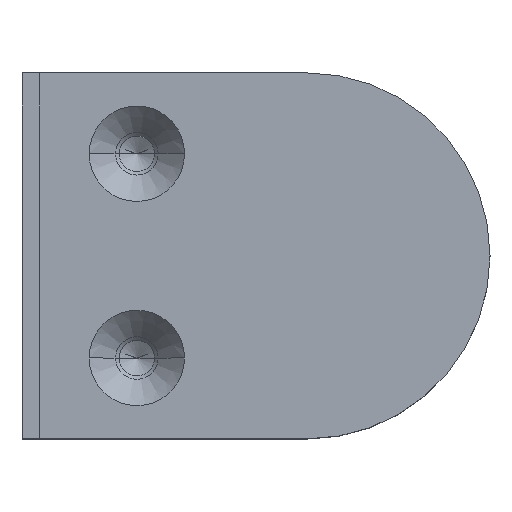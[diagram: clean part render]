
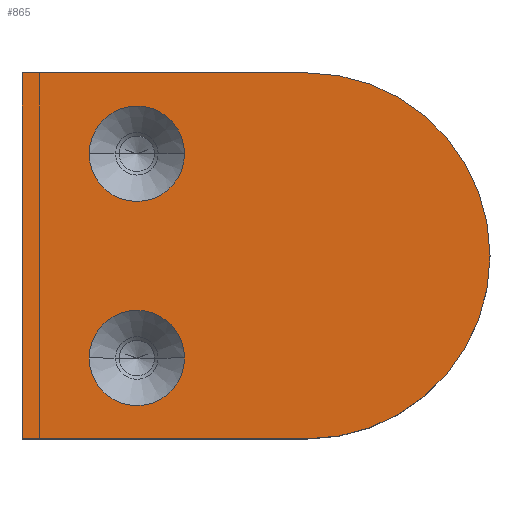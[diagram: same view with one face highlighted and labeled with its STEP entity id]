
A CAD part, top view. The second image highlights one B-rep face of the part: STEP entity #865.
In plain terms, the highlighted planar face has unit normal (0, 0, 1).
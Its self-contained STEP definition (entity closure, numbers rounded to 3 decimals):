
#46=DIRECTION('',(0.,1.,0.));
#47=VECTOR('',#46,43.);
#48=CARTESIAN_POINT('',(-33.5,-21.5,0.));
#49=LINE('',#48,#47);
#50=DIRECTION('',(-1.,0.,0.));
#51=VECTOR('',#50,33.5);
#52=CARTESIAN_POINT('',(0.,21.5,0.));
#53=LINE('',#52,#51);
#54=CARTESIAN_POINT('',(0.,0.,0.));
#55=DIRECTION('',(0.,0.,1.));
#56=DIRECTION('',(0.,-1.,0.));
#57=AXIS2_PLACEMENT_3D('',#54,#55,#56);
#59=DIRECTION('',(1.,0.,0.));
#60=VECTOR('',#59,33.5);
#61=CARTESIAN_POINT('',(-33.5,-21.5,0.));
#62=LINE('',#61,#60);
#63=CARTESIAN_POINT('',(-20.,12.,0.));
#64=DIRECTION('',(0.,0.,1.));
#65=DIRECTION('',(-1.,0.,0.));
#66=AXIS2_PLACEMENT_3D('',#63,#64,#65);
#68=CARTESIAN_POINT('',(-20.,12.,0.));
#69=DIRECTION('',(0.,0.,1.));
#70=DIRECTION('',(1.,0.,0.));
#71=AXIS2_PLACEMENT_3D('',#68,#69,#70);
#73=CARTESIAN_POINT('',(-20.,-12.,0.));
#74=DIRECTION('',(0.,0.,1.));
#75=DIRECTION('',(-1.,0.,0.));
#76=AXIS2_PLACEMENT_3D('',#73,#74,#75);
#78=CARTESIAN_POINT('',(-20.,-12.,0.));
#79=DIRECTION('',(0.,0.,1.));
#80=DIRECTION('',(1.,0.,0.));
#81=AXIS2_PLACEMENT_3D('',#78,#79,#80);
#682=CARTESIAN_POINT('',(-33.5,-21.5,0.));
#683=CARTESIAN_POINT('',(-33.5,21.5,0.));
#684=VERTEX_POINT('',#682);
#685=VERTEX_POINT('',#683);
#794=CARTESIAN_POINT('',(0.,-21.5,0.));
#795=CARTESIAN_POINT('',(0.,21.5,0.));
#796=VERTEX_POINT('',#794);
#797=VERTEX_POINT('',#795);
#820=CARTESIAN_POINT('',(-25.6,12.,0.));
#821=CARTESIAN_POINT('',(-14.4,12.,0.));
#822=VERTEX_POINT('',#820);
#823=VERTEX_POINT('',#821);
#834=CARTESIAN_POINT('',(-25.6,-12.,0.));
#835=CARTESIAN_POINT('',(-14.4,-12.,0.));
#836=VERTEX_POINT('',#834);
#837=VERTEX_POINT('',#835);
#838=CARTESIAN_POINT('',(0.,0.,0.));
#839=DIRECTION('',(0.,0.,1.));
#840=DIRECTION('',(1.,0.,0.));
#841=AXIS2_PLACEMENT_3D('',#838,#839,#840);
#842=PLANE('',#841);
#844=ORIENTED_EDGE('',*,*,#843,.T.);
#846=ORIENTED_EDGE('',*,*,#845,.F.);
#848=ORIENTED_EDGE('',*,*,#847,.F.);
#850=ORIENTED_EDGE('',*,*,#849,.F.);
#851=EDGE_LOOP('',(#844,#846,#848,#850));
#852=FACE_OUTER_BOUND('',#851,.F.);
#854=ORIENTED_EDGE('',*,*,#853,.T.);
#856=ORIENTED_EDGE('',*,*,#855,.T.);
#857=EDGE_LOOP('',(#854,#856));
#858=FACE_BOUND('',#857,.F.);
#860=ORIENTED_EDGE('',*,*,#859,.T.);
#862=ORIENTED_EDGE('',*,*,#861,.T.);
#863=EDGE_LOOP('',(#860,#862));
#864=FACE_BOUND('',#863,.F.);
#865=ADVANCED_FACE('',(#852,#858,#864),#842,.T.);
#58=CIRCLE('',#57,21.5);
#67=CIRCLE('',#66,5.6);
#72=CIRCLE('',#71,5.6);
#77=CIRCLE('',#76,5.6);
#82=CIRCLE('',#81,5.6);
#843=EDGE_CURVE('',#684,#685,#49,.T.);
#845=EDGE_CURVE('',#797,#685,#53,.T.);
#847=EDGE_CURVE('',#796,#797,#58,.T.);
#849=EDGE_CURVE('',#684,#796,#62,.T.);
#853=EDGE_CURVE('',#822,#823,#67,.T.);
#855=EDGE_CURVE('',#823,#822,#72,.T.);
#859=EDGE_CURVE('',#836,#837,#77,.T.);
#861=EDGE_CURVE('',#837,#836,#82,.T.);
